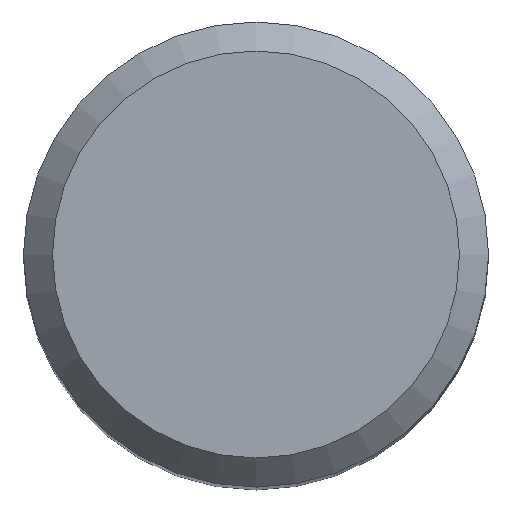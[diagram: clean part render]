
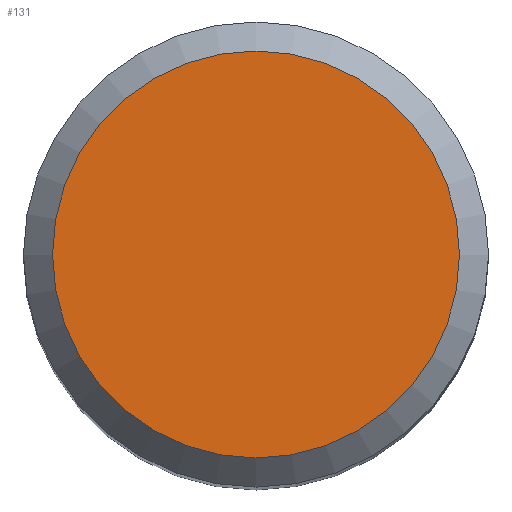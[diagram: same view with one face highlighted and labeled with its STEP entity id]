
A CAD part, top view. The second image highlights one B-rep face of the part: STEP entity #131.
In plain terms, the highlighted planar face has unit normal (0, 0, 1).
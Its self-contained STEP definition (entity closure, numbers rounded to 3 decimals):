
#107=FACE_OUTER_BOUND('',#202,.T.);
#109=PLANE('',#346);
#131=ADVANCED_FACE('',(#107),#109,.F.);
#202=EDGE_LOOP('',(#242));
#242=ORIENTED_EDGE('',*,*,#298,.F.);
#277=VERTEX_POINT('',#479);
#298=EDGE_CURVE('',#277,#277,#318,.T.);
#318=CIRCLE('',#345,6.997);
#345=AXIS2_PLACEMENT_3D('',#478,#401,#402);
#346=AXIS2_PLACEMENT_3D('',#480,#403,#404);
#401=DIRECTION('',(0.0,0.0,-1.0));
#402=DIRECTION('',(1.0,0.0,0.0));
#403=DIRECTION('',(0.0,0.0,-1.0));
#404=DIRECTION('',(-1.0,0.0,0.0));
#478=CARTESIAN_POINT('',(0.0,0.0,0.0));
#479=CARTESIAN_POINT('',(6.997,0.0,0.0));
#480=CARTESIAN_POINT('',(0.0,0.0,0.0));
